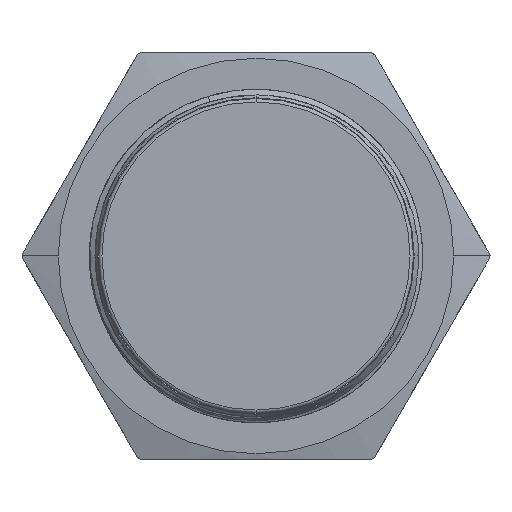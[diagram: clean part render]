
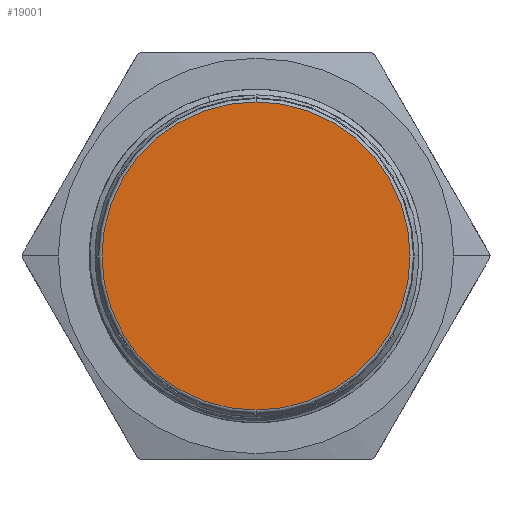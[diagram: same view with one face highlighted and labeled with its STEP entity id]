
A CAD part, front view. The second image highlights one B-rep face of the part: STEP entity #19001.
In plain terms, the highlighted planar face has unit normal (0, -1, 0).
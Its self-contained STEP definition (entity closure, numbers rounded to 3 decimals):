
#933 = CARTESIAN_POINT ( 'NONE',  ( 0., -1.5, 0. ) ) ;
#5049 = CIRCLE ( 'NONE', #12075, 13.635 ) ;
#7346 = CARTESIAN_POINT ( 'NONE',  ( 0., -1.5, 13.635 ) ) ;
#7459 = VERTEX_POINT ( 'NONE', #32968 ) ;
#8689 = DIRECTION ( 'NONE',  ( 0., 0., 1. ) ) ;
#9710 = EDGE_CURVE ( 'NONE', #7459, #11855, #5049, .T. ) ;
#9734 = CIRCLE ( 'NONE', #23258, 13.635 ) ;
#10375 = AXIS2_PLACEMENT_3D ( 'NONE', #23737, #29000, #31864 ) ;
#10670 = ORIENTED_EDGE ( 'NONE', *, *, #12072, .T. ) ;
#11221 = FACE_OUTER_BOUND ( 'NONE', #22629, .T. ) ;
#11855 = VERTEX_POINT ( 'NONE', #7346 ) ;
#12072 = EDGE_CURVE ( 'NONE', #11855, #7459, #9734, .T. ) ;
#12075 = AXIS2_PLACEMENT_3D ( 'NONE', #18110, #15258, #33360 ) ;
#13254 = PLANE ( 'NONE',  #10375 ) ;
#15258 = DIRECTION ( 'NONE',  ( 0., -1., 0. ) ) ;
#18110 = CARTESIAN_POINT ( 'NONE',  ( 0., -1.5, 0. ) ) ;
#19001 = ADVANCED_FACE ( 'NONE', ( #11221 ), #13254, .T. ) ;
#21548 = DIRECTION ( 'NONE',  ( 0., -1., 0. ) ) ;
#22629 = EDGE_LOOP ( 'NONE', ( #29951, #10670 ) ) ;
#23258 = AXIS2_PLACEMENT_3D ( 'NONE', #933, #21548, #8689 ) ;
#23737 = CARTESIAN_POINT ( 'NONE',  ( 0., -1.5, 0. ) ) ;
#29000 = DIRECTION ( 'NONE',  ( 0., -1., 0. ) ) ;
#29951 = ORIENTED_EDGE ( 'NONE', *, *, #9710, .T. ) ;
#31864 = DIRECTION ( 'NONE',  ( 0., 0., -1. ) ) ;
#32968 = CARTESIAN_POINT ( 'NONE',  ( 0., -1.5, -13.635 ) ) ;
#33360 = DIRECTION ( 'NONE',  ( 0., 0., -1. ) ) ;
